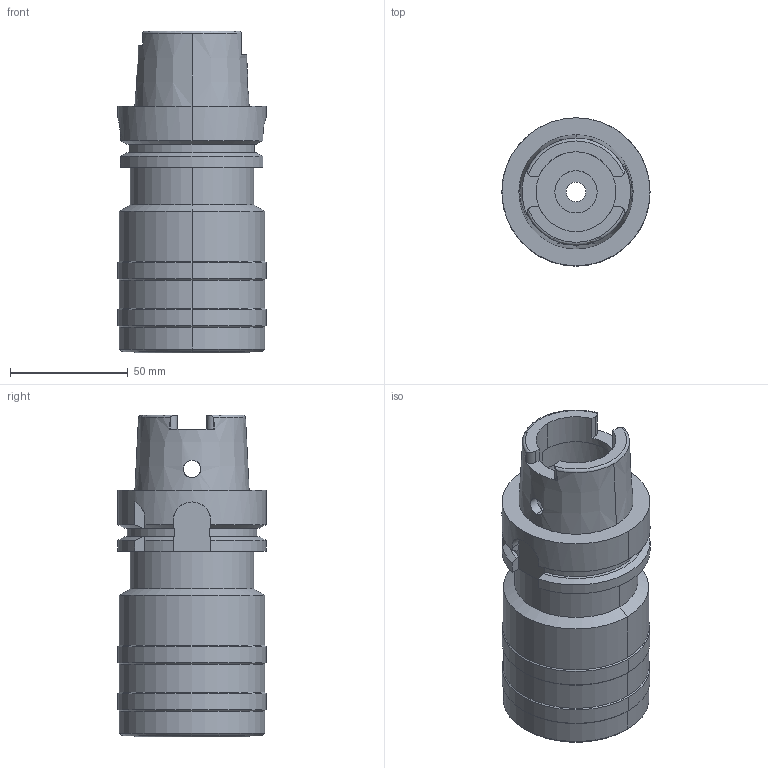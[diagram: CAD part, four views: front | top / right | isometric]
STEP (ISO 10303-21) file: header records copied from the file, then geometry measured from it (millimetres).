
FILE_DESCRIPTION((''),'2;1');
FILE_NAME('HSK-A63-TSL32-105','2018-01-05T',('ykawabe'),(''),'CREO PARAMETRIC BY PTC INC, 2016380','CREO PARAMETRIC BY PTC INC, 2016380','');
FILE_SCHEMA(('AUTOMOTIVE_DESIGN { 1 0 10303 214 1 1 1 1 }'));
Length unit declared in the file: millimetre
Products named in the file (1): HSK-A63-TSL32-105
Bounding box: 63 x 63 x 137 mm (x, y, z)
Volume: 256728.6 mm3; surface area: 45121.1 mm2
Topology: 1 solids, 1 shells, 114 faces, 309 edges, 201 vertices
Faces by surface type: cylinder 47, plane 39, cone 24, torus 4
Entity records: 4929 total; most frequent: CARTESIAN_POINT 930, DIRECTION 638, ORIENTED_EDGE 618, PRESENTATION_STYLE_ASSIGNMENT 314, STYLED_ITEM 314, CURVE_STYLE 313, EDGE_CURVE 309, AXIS2_PLACEMENT_3D 250
